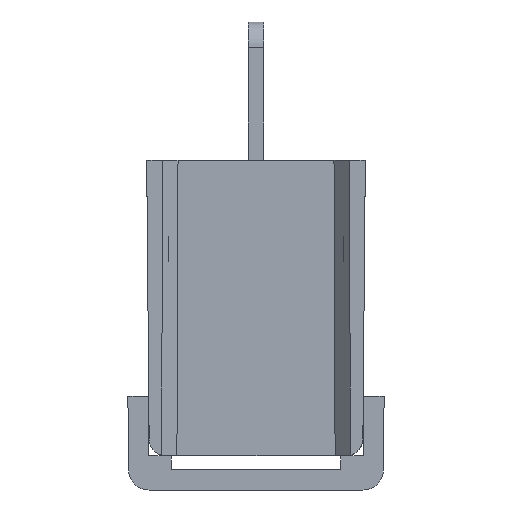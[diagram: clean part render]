
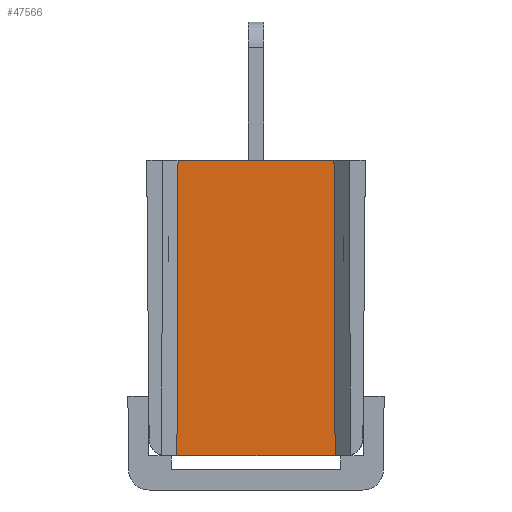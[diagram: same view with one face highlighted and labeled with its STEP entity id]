
A CAD part, front view. The second image highlights one B-rep face of the part: STEP entity #47566.
In plain terms, the highlighted planar face has unit normal (0, -1, -0.009).
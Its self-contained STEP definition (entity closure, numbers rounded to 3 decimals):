
#3719=DIRECTION('',(0.004,-0.009,1.));
#3720=VECTOR('',#3719,17.301);
#3721=CARTESIAN_POINT('',(-4.63,-43.229,-17.3));
#3722=LINE('',#3721,#3720);
#3723=DIRECTION('',(1.,0.,0.));
#3724=VECTOR('',#3723,9.132);
#3725=CARTESIAN_POINT('',(-4.566,-43.38,
0.));
#3726=LINE('',#3725,#3724);
#3727=DIRECTION('',(0.004,0.009,-1.));
#3728=VECTOR('',#3727,17.301);
#3729=CARTESIAN_POINT('',(4.566,-43.38,
0.));
#3730=LINE('',#3729,#3728);
#3731=DIRECTION('',(-1.,0.,0.));
#3732=VECTOR('',#3731,9.26);
#3733=CARTESIAN_POINT('',(4.63,-43.229,-17.3));
#3734=LINE('',#3733,#3732);
#40326=CARTESIAN_POINT('',(4.566,-43.38,
0.));
#40328=VERTEX_POINT('',#40326);
#40329=CARTESIAN_POINT('',(-4.566,-43.38,
0.));
#40331=VERTEX_POINT('',#40329);
#42052=CARTESIAN_POINT('',(-4.63,-43.229,-17.3));
#42053=VERTEX_POINT('',#42052);
#42054=CARTESIAN_POINT('',(4.63,-43.229,-17.3));
#42055=VERTEX_POINT('',#42054);
#47555=CARTESIAN_POINT('',(0.,-43.305,-8.65));
#47556=DIRECTION('',(0.,1.,0.009));
#47557=DIRECTION('',(1.,0.,0.));
#47558=AXIS2_PLACEMENT_3D('',#47555,#47556,#47557);
#47559=PLANE('',#47558);
#47560=ORIENTED_EDGE('',*,*,#43500,.T.);
#47561=ORIENTED_EDGE('',*,*,#42284,.T.);
#47562=ORIENTED_EDGE('',*,*,#47547,.T.);
#47563=ORIENTED_EDGE('',*,*,#43515,.T.);
#47564=EDGE_LOOP('',(#47560,#47561,#47562,#47563));
#47565=FACE_OUTER_BOUND('',#47564,.F.);
#42284=EDGE_CURVE('',#40331,#40328,#3726,.T.);
#43500=EDGE_CURVE('',#42053,#40331,#3722,.T.);
#43515=EDGE_CURVE('',#42055,#42053,#3734,.T.);
#47547=EDGE_CURVE('',#40328,#42055,#3730,.T.);
#47566=ADVANCED_FACE('',(#47565),#47559,.F.);
